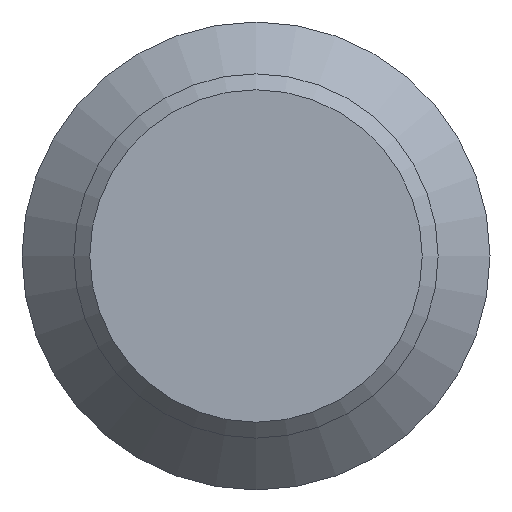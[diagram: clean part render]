
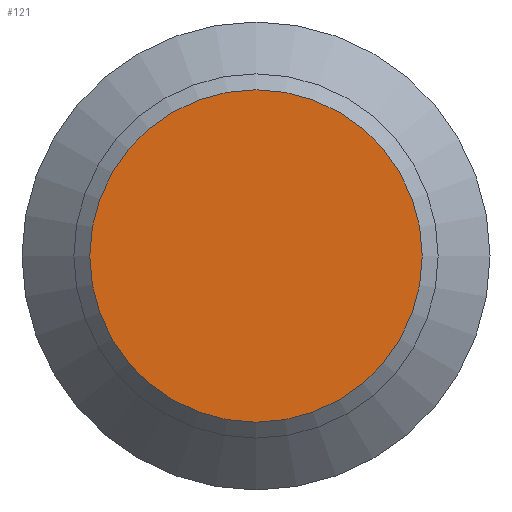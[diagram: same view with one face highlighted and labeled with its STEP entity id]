
A CAD part, left-side view. The second image highlights one B-rep face of the part: STEP entity #121.
In plain terms, the highlighted planar face has unit normal (-1, 0, 0).
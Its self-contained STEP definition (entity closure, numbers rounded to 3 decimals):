
#16=PLANE('',#147);
#24=FACE_OUTER_BOUND('',#33,.T.);
#33=EDGE_LOOP('',(#94));
#53=CIRCLE('',#143,3.125);
#62=VERTEX_POINT('',#206);
#71=EDGE_CURVE('',#62,#62,#53,.T.);
#94=ORIENTED_EDGE('',*,*,#71,.F.);
#121=ADVANCED_FACE('',(#24),#16,.F.);
#143=AXIS2_PLACEMENT_3D('',#207,#164,#165);
#147=AXIS2_PLACEMENT_3D('',#215,#174,#175);
#164=DIRECTION('center_axis',(1.,0.,0.));
#165=DIRECTION('ref_axis',(0.,1.,0.));
#174=DIRECTION('center_axis',(1.,0.,0.));
#175=DIRECTION('ref_axis',(0.,1.,0.));
#206=CARTESIAN_POINT('',(283.9,658.666,516.08));
#207=CARTESIAN_POINT('Origin',(283.9,661.791,516.08));
#215=CARTESIAN_POINT('Origin',(283.9,641.307,527.369));
